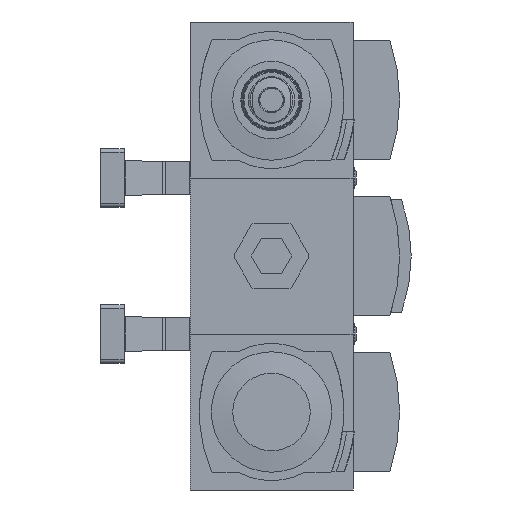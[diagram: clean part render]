
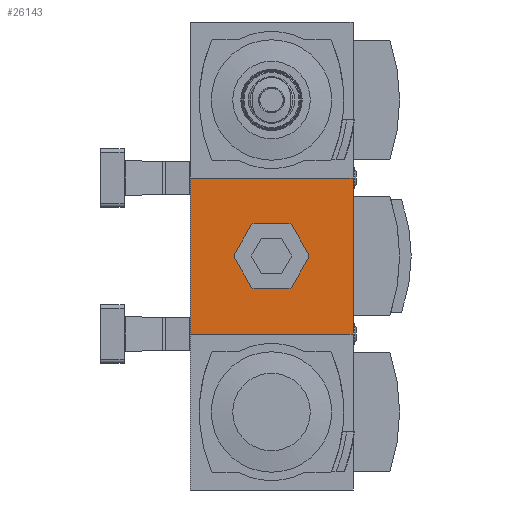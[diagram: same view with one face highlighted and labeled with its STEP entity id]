
A CAD part, front view. The second image highlights one B-rep face of the part: STEP entity #26143.
In plain terms, the highlighted planar face has unit normal (0, -1, 0).
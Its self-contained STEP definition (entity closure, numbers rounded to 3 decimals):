
#467=PLANE('',#27471);
#1536=LINE('',#35824,#3653);
#1642=LINE('',#36046,#3759);
#1657=LINE('',#36084,#3774);
#1702=LINE('',#36234,#3819);
#1815=LINE('',#36526,#3932);
#1816=LINE('',#36529,#3933);
#1817=LINE('',#36531,#3934);
#1818=LINE('',#36533,#3935);
#1819=LINE('',#36535,#3936);
#1820=LINE('',#36537,#3937);
#1821=LINE('',#36539,#3938);
#1822=LINE('',#36541,#3939);
#1823=LINE('',#36543,#3940);
#1824=LINE('',#36545,#3941);
#1825=LINE('',#36547,#3942);
#1826=LINE('',#36549,#3943);
#3653=VECTOR('',#30106,1000.);
#3759=VECTOR('',#30278,1000.);
#3774=VECTOR('',#30307,1000.);
#3819=VECTOR('',#30412,1000.);
#3932=VECTOR('',#30633,1000.);
#3933=VECTOR('',#30634,1000.);
#3934=VECTOR('',#30635,1000.);
#3935=VECTOR('',#30636,1000.);
#3936=VECTOR('',#30637,1000.);
#3937=VECTOR('',#30638,1000.);
#3938=VECTOR('',#30639,1000.);
#3939=VECTOR('',#30640,1000.);
#3940=VECTOR('',#30641,1000.);
#3941=VECTOR('',#30642,1000.);
#3942=VECTOR('',#30643,1000.);
#3943=VECTOR('',#30644,1000.);
#7346=ORIENTED_EDGE('',*,*,#11857,.F.);
#7347=ORIENTED_EDGE('',*,*,#11971,.F.);
#7348=ORIENTED_EDGE('',*,*,#12058,.F.);
#7349=ORIENTED_EDGE('',*,*,#11991,.F.);
#7350=ORIENTED_EDGE('',*,*,#12205,.F.);
#7351=ORIENTED_EDGE('',*,*,#12206,.F.);
#7352=ORIENTED_EDGE('',*,*,#12207,.F.);
#7353=ORIENTED_EDGE('',*,*,#12208,.F.);
#7354=ORIENTED_EDGE('',*,*,#12209,.F.);
#7355=ORIENTED_EDGE('',*,*,#12210,.F.);
#7356=ORIENTED_EDGE('',*,*,#12211,.F.);
#7357=ORIENTED_EDGE('',*,*,#12212,.F.);
#7358=ORIENTED_EDGE('',*,*,#12213,.F.);
#7359=ORIENTED_EDGE('',*,*,#12214,.F.);
#7360=ORIENTED_EDGE('',*,*,#12215,.F.);
#7361=ORIENTED_EDGE('',*,*,#12216,.F.);
#11857=EDGE_CURVE('',#14484,#14485,#1536,.T.);
#11971=EDGE_CURVE('',#14567,#14484,#1642,.T.);
#11991=EDGE_CURVE('',#14485,#14584,#1657,.T.);
#12058=EDGE_CURVE('',#14584,#14567,#1702,.T.);
#12205=EDGE_CURVE('',#14766,#14767,#1815,.T.);
#12206=EDGE_CURVE('',#14768,#14766,#1816,.T.);
#12207=EDGE_CURVE('',#14769,#14768,#1817,.T.);
#12208=EDGE_CURVE('',#14770,#14769,#1818,.T.);
#12209=EDGE_CURVE('',#14771,#14770,#1819,.T.);
#12210=EDGE_CURVE('',#14772,#14771,#1820,.T.);
#12211=EDGE_CURVE('',#14773,#14772,#1821,.T.);
#12212=EDGE_CURVE('',#14774,#14773,#1822,.T.);
#12213=EDGE_CURVE('',#14775,#14774,#1823,.T.);
#12214=EDGE_CURVE('',#14776,#14775,#1824,.T.);
#12215=EDGE_CURVE('',#14777,#14776,#1825,.T.);
#12216=EDGE_CURVE('',#14767,#14777,#1826,.T.);
#14484=VERTEX_POINT('',#35823);
#14485=VERTEX_POINT('',#35825);
#14567=VERTEX_POINT('',#36045);
#14584=VERTEX_POINT('',#36085);
#14766=VERTEX_POINT('',#36527);
#14767=VERTEX_POINT('',#36528);
#14768=VERTEX_POINT('',#36530);
#14769=VERTEX_POINT('',#36532);
#14770=VERTEX_POINT('',#36534);
#14771=VERTEX_POINT('',#36536);
#14772=VERTEX_POINT('',#36538);
#14773=VERTEX_POINT('',#36540);
#14774=VERTEX_POINT('',#36542);
#14775=VERTEX_POINT('',#36544);
#14776=VERTEX_POINT('',#36546);
#14777=VERTEX_POINT('',#36548);
#16818=EDGE_LOOP('',(#7346,#7347,#7348,#7349));
#16819=EDGE_LOOP('',(#7350,#7351,#7352,#7353,#7354,#7355,#7356,#7357,#7358,
#7359,#7360,#7361));
#18013=FACE_BOUND('',#16818,.T.);
#18014=FACE_BOUND('',#16819,.T.);
#26143=ADVANCED_FACE('',(#18013,#18014),#467,.F.);
#27471=AXIS2_PLACEMENT_3D('',#36525,#30631,#30632);
#30106=DIRECTION('',(0.,0.,1.));
#30278=DIRECTION('',(-1.,0.,0.));
#30307=DIRECTION('',(1.,0.,0.));
#30412=DIRECTION('',(0.,0.,-1.));
#30631=DIRECTION('',(0.,1.,0.));
#30632=DIRECTION('',(0.,0.,1.));
#30633=DIRECTION('',(0.,0.,-1.));
#30634=DIRECTION('',(-0.5,0.,-0.866));
#30635=DIRECTION('',(-0.866,0.,-0.5));
#30636=DIRECTION('',(-1.,0.,0.));
#30637=DIRECTION('',(-0.866,0.,0.5));
#30638=DIRECTION('',(-0.5,0.,0.866));
#30639=DIRECTION('',(0.,0.,1.));
#30640=DIRECTION('',(0.5,0.,0.866));
#30641=DIRECTION('',(0.866,0.,0.5));
#30642=DIRECTION('',(1.,0.,0.));
#30643=DIRECTION('',(0.866,0.,-0.5));
#30644=DIRECTION('',(0.5,0.,-0.866));
#35823=CARTESIAN_POINT('',(-21.,-31.5,-20.1));
#35824=CARTESIAN_POINT('',(-21.,-31.5,-20.1));
#35825=CARTESIAN_POINT('',(-21.,-31.5,20.1));
#36045=CARTESIAN_POINT('',(21.,-31.5,-20.1));
#36046=CARTESIAN_POINT('',(21.,-31.5,-20.1));
#36084=CARTESIAN_POINT('',(-21.,-31.5,20.1));
#36085=CARTESIAN_POINT('',(21.,-31.5,20.1));
#36234=CARTESIAN_POINT('',(21.,-31.5,20.1));
#36525=CARTESIAN_POINT('',(0.,-31.5,0.));
#36526=CARTESIAN_POINT('',(-9.565,-31.5,0.));
#36527=CARTESIAN_POINT('',(-9.565,-31.5,0.433));
#36528=CARTESIAN_POINT('',(-9.565,-31.5,-0.433));
#36529=CARTESIAN_POINT('',(-7.361,-31.5,4.25));
#36530=CARTESIAN_POINT('',(-5.157,-31.5,8.067));
#36531=CARTESIAN_POINT('',(-4.782,-31.5,8.283));
#36532=CARTESIAN_POINT('',(-4.407,-31.5,8.5));
#36533=CARTESIAN_POINT('',(0.,-31.5,8.5));
#36534=CARTESIAN_POINT('',(4.407,-31.5,8.5));
#36535=CARTESIAN_POINT('',(4.782,-31.5,8.283));
#36536=CARTESIAN_POINT('',(5.157,-31.5,8.067));
#36537=CARTESIAN_POINT('',(7.361,-31.5,4.25));
#36538=CARTESIAN_POINT('',(9.565,-31.5,0.433));
#36539=CARTESIAN_POINT('',(9.565,-31.5,0.));
#36540=CARTESIAN_POINT('',(9.565,-31.5,-0.433));
#36541=CARTESIAN_POINT('',(7.361,-31.5,-4.25));
#36542=CARTESIAN_POINT('',(5.157,-31.5,-8.067));
#36543=CARTESIAN_POINT('',(4.782,-31.5,-8.283));
#36544=CARTESIAN_POINT('',(4.407,-31.5,-8.5));
#36545=CARTESIAN_POINT('',(0.,-31.5,-8.5));
#36546=CARTESIAN_POINT('',(-4.407,-31.5,-8.5));
#36547=CARTESIAN_POINT('',(-4.782,-31.5,-8.283));
#36548=CARTESIAN_POINT('',(-5.157,-31.5,-8.067));
#36549=CARTESIAN_POINT('',(-7.361,-31.5,-4.25));
